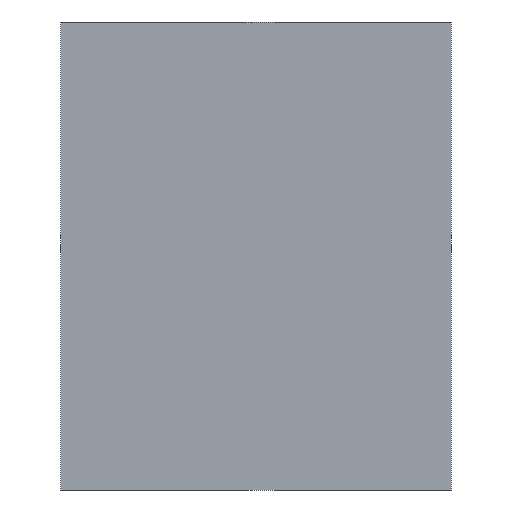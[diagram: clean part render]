
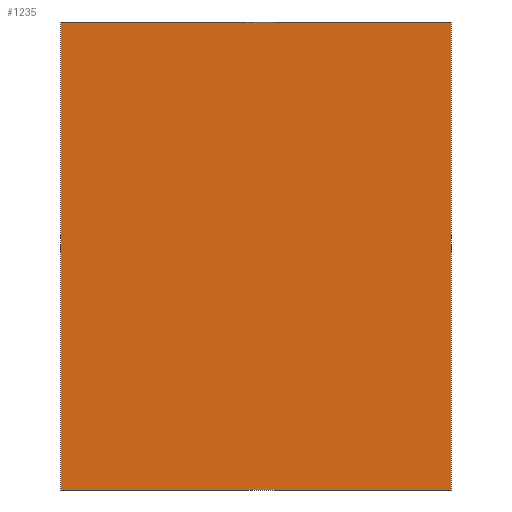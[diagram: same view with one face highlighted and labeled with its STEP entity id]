
A CAD part, front view. The second image highlights one B-rep face of the part: STEP entity #1235.
In plain terms, the highlighted planar face has unit normal (0, -1, 0).
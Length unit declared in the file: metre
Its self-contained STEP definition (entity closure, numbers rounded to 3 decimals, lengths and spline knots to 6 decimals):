
#1235=ADVANCED_FACE('',(#2491),#2492,.F.);
#2491=FACE_OUTER_BOUND('',#4223,.T.);
#2492=PLANE('',#4224);
#4223=EDGE_LOOP('',(#7170,#7171,#7172,#7173));
#4224=AXIS2_PLACEMENT_3D('',#7174,#7175,#7176);
#7170=ORIENTED_EDGE('',*,*,#12087,.F.);
#7171=ORIENTED_EDGE('',*,*,#12093,.F.);
#7172=ORIENTED_EDGE('',*,*,#12091,.F.);
#7173=ORIENTED_EDGE('',*,*,#12095,.F.);
#7174=CARTESIAN_POINT('',(0.,-1.26365,0.));
#7175=DIRECTION('',(0.,1.0,0.));
#7176=DIRECTION('',(1.0,0.,0.));
#12087=EDGE_CURVE('',#14266,#14262,#14268,.T.);
#12091=EDGE_CURVE('',#14274,#14269,#14276,.T.);
#12093=EDGE_CURVE('',#14269,#14266,#14278,.T.);
#12095=EDGE_CURVE('',#14262,#14274,#14280,.T.);
#14262=VERTEX_POINT('',#17630);
#14266=VERTEX_POINT('',#17636);
#14268=LINE('',#17639,#17640);
#14269=VERTEX_POINT('',#17641);
#14274=VERTEX_POINT('',#17648);
#14276=LINE('',#17651,#17652);
#14278=LINE('',#17655,#17656);
#14280=LINE('',#17659,#17660);
#17630=CARTESIAN_POINT('',(-1.561042,-1.26365,-1.87325));
#17636=CARTESIAN_POINT('',(1.561042,-1.26365,-1.87325));
#17639=CARTESIAN_POINT('',(1.561042,-1.26365,-1.87325));
#17640=VECTOR('',#22324,0.393701);
#17641=CARTESIAN_POINT('',(1.561042,-1.26365,1.87325));
#17648=CARTESIAN_POINT('',(-1.561042,-1.26365,1.87325));
#17651=CARTESIAN_POINT('',(-1.561042,-1.26365,1.87325));
#17652=VECTOR('',#22328,0.393701);
#17655=CARTESIAN_POINT('',(1.561042,-1.26365,1.87325));
#17656=VECTOR('',#22330,0.393701);
#17659=CARTESIAN_POINT('',(-1.561042,-1.26365,-1.87325));
#17660=VECTOR('',#22332,0.393701);
#22324=DIRECTION('',(-1.0,0.,0.));
#22328=DIRECTION('',(1.0,0.,0.));
#22330=DIRECTION('',(0.,0.,-1.0));
#22332=DIRECTION('',(0.,0.,1.0));
